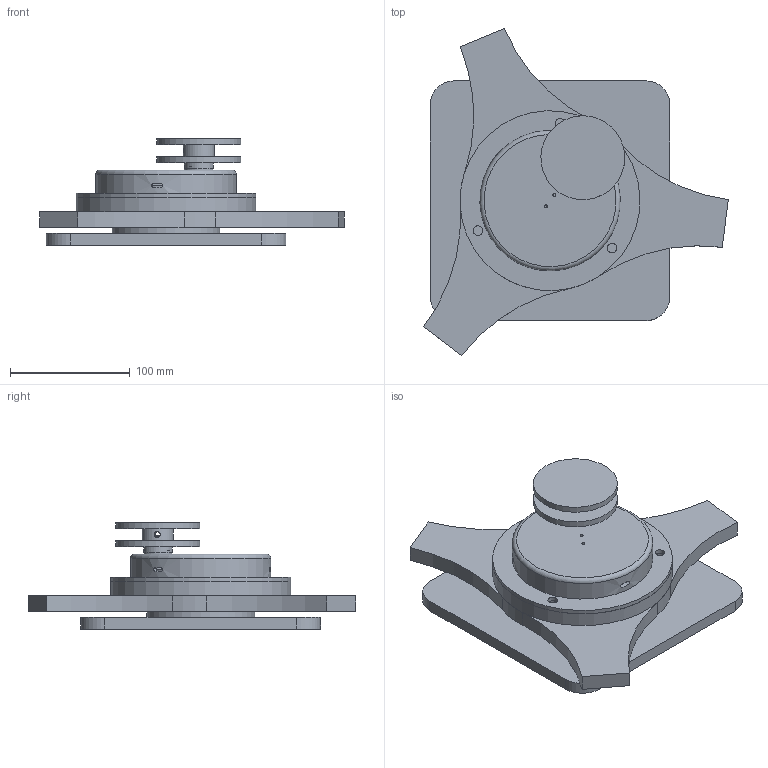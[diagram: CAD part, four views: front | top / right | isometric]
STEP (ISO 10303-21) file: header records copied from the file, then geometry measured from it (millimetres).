
FILE_DESCRIPTION(/* description */ (''),/* implementation_level */ '2;1');
FILE_NAME(/* name */ 'Tractor_Assembly.stp',/* time_stamp */ '2022-03-05T17:43:53-05:00',/* author */ ('a laptop'),/* organization */ (''),/* preprocessor_version */ 'ST-DEVELOPER v18.1',/* originating_system */ 'Autodesk Inventor 2022',/* authorisation */ '');
FILE_SCHEMA (('AUTOMOTIVE_DESIGN { 1 0 10303 214 3 1 1 }'));
Length unit declared in the file: millimetre
Products named in the file (21): Tractor_Assembly; Tractor_Plates; Bearing; BS 292: Part 1 - 7014 - 70 x 110 x 20; Slip_Ring; Magnet; Tractor_Mobile; Tractor_Mobile_2; Tractor_Static_3; Tractor_Static_2; Tractor_Static; Tractor_Static_4; Return_Spool_Mount; Return_Spool_Mount_1; Bearing_1; %3% BS 290 - SKF 608; SRM-12-06A; Return_Spool; Bearing_Mount; M8 Washer98689A116_General Purpose 18-8 Stainless Steel Washer; AS5600
Assembly tree (20 placements, depth 4):
  Tractor_Assembly
    Tractor_Plates
      Bearing
        BS 292: Part 1 - 7014 - 70 x 110 x 20
      Slip_Ring
      Magnet
      Tractor_Mobile
      Tractor_Mobile_2
      Tractor_Static_3
      Tractor_Static_2
      Tractor_Static
      Tractor_Static_4
    Return_Spool_Mount
      Return_Spool_Mount_1
      Bearing_1
        %3% BS 290 - SKF 608
      SRM-12-06A
      Return_Spool
      Bearing_Mount
      M8 Washer98689A116_General Purpose 18-8 Stainless Steel Washer
    AS5600
Bounding box: 254.2 x 273.01 x 89.02 mm (x, y, z)
Volume: 1190369.5 mm3; surface area: 335062.8 mm2
Topology: 30 solids, 30 shells, 255 faces, 638 edges, 425 vertices
Faces by surface type: cylinder 104, plane 77, torus 50, sphere 20, bspline 3, cone 1
Full cylindrical faces by diameter (mm): 2.2 x2, 2.5 x2, 3 x6, 3.2 x3, 5 x9, 6.95 x1, 7 x1, 8 x23, 8.4 x1, 10 x2, 11 x1, 12 x1, 12.48 x2, 12.5 x1, 15 x1, 17.52 x2, 18 x1, 22 x3, 22.15 x2, 24 x2, 26 x1, 29.85 x1, 69.85 x1, 70 x3, 83.04 x2, 90 x1, 91.5 x1, 96.96 x1, 109.5 x1, 110 x1
Entity records: 9995 total; most frequent: CARTESIAN_POINT 2528, DIRECTION 1552, ORIENTED_EDGE 1252, AXIS2_PLACEMENT_3D 699, EDGE_CURVE 626, VERTEX_POINT 481, EDGE_LOOP 407, CIRCLE 405
